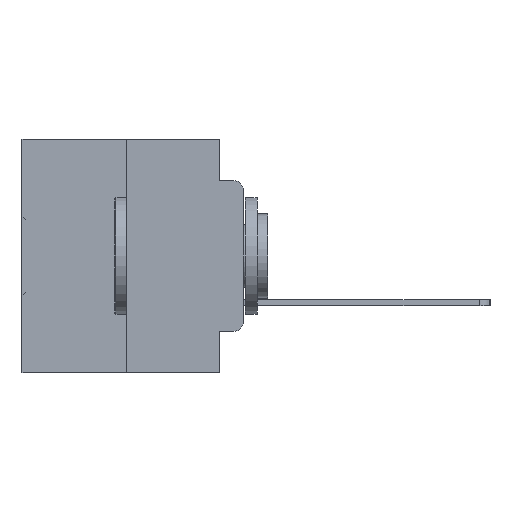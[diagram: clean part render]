
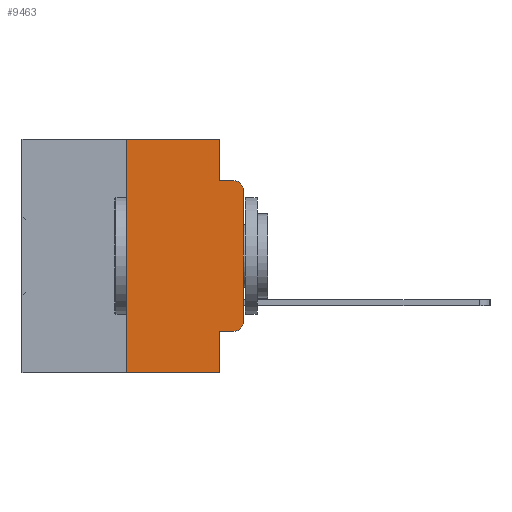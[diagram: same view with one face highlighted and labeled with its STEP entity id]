
A CAD part, left-side view. The second image highlights one B-rep face of the part: STEP entity #9463.
In plain terms, the highlighted planar face has unit normal (-1, 0, 0).
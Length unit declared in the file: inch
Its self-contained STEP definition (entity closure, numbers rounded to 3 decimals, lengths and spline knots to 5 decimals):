
#1269 = DIRECTION ( 'NONE',  ( 0., -1., 0. ) ) ;
#1400 = CARTESIAN_POINT ( 'NONE',  ( 0., 0.051, 0. ) ) ;
#1530 = FACE_OUTER_BOUND ( 'NONE', #17355, .T. ) ;
#1676 = EDGE_CURVE ( 'NONE', #4258, #13121, #21765, .T. ) ;
#1931 = DIRECTION ( 'NONE',  ( 0., -1., 0. ) ) ;
#2000 = LINE ( 'NONE', #33262, #15623 ) ;
#2280 = AXIS2_PLACEMENT_3D ( 'NONE', #14701, #33095, #17432 ) ;
#2495 = CARTESIAN_POINT ( 'NONE',  ( 0., 0.051, -0.0885 ) ) ;
#2693 = DIRECTION ( 'NONE',  ( 0., 0., -1. ) ) ;
#2741 = VECTOR ( 'NONE', #20883, 39.37008 ) ;
#2889 = CARTESIAN_POINT ( 'NONE',  ( 0., 0.473, -0.5 ) ) ;
#4220 = DIRECTION ( 'NONE',  ( 0., 0., -1. ) ) ;
#4245 = EDGE_CURVE ( 'NONE', #27452, #34145, #17189, .T. ) ;
#4258 = VERTEX_POINT ( 'NONE', #4869 ) ;
#4869 = CARTESIAN_POINT ( 'NONE',  ( 0., 0., -0.3915 ) ) ;
#6123 = EDGE_CURVE ( 'NONE', #25562, #11546, #28201, .T. ) ;
#7338 = VECTOR ( 'NONE', #1931, 39.37008 ) ;
#7458 = CARTESIAN_POINT ( 'NONE',  ( 0., 0.25, 0. ) ) ;
#8236 = VERTEX_POINT ( 'NONE', #33347 ) ;
#8380 = VECTOR ( 'NONE', #4220, 39.37008 ) ;
#9210 = CARTESIAN_POINT ( 'NONE',  ( 0., 0.051, -0.4115 ) ) ;
#9463 = ADVANCED_FACE ( 'NONE', ( #1530 ), #16236, .F. ) ;
#9534 = ORIENTED_EDGE ( 'NONE', *, *, #12969, .T. ) ;
#9797 = VECTOR ( 'NONE', #22287, 39.37008 ) ;
#9922 = ORIENTED_EDGE ( 'NONE', *, *, #22305, .T. ) ;
#10546 = DIRECTION ( 'NONE',  ( -1., 0., 0. ) ) ;
#11280 = AXIS2_PLACEMENT_3D ( 'NONE', #34550, #18945, #2693 ) ;
#11546 = VERTEX_POINT ( 'NONE', #2495 ) ;
#11599 = CARTESIAN_POINT ( 'NONE',  ( 0., 0.02, -0.4115 ) ) ;
#12483 = ORIENTED_EDGE ( 'NONE', *, *, #15447, .F. ) ;
#12840 = CARTESIAN_POINT ( 'NONE',  ( 0., 0.473, 0. ) ) ;
#12969 = EDGE_CURVE ( 'NONE', #27452, #8236, #31392, .T. ) ;
#13121 = VERTEX_POINT ( 'NONE', #30192 ) ;
#13378 = CIRCLE ( 'NONE', #2280, 0.02 ) ;
#14483 = LINE ( 'NONE', #12840, #7338 ) ;
#14701 = CARTESIAN_POINT ( 'NONE',  ( 0., 0.02, -0.1085 ) ) ;
#14994 = AXIS2_PLACEMENT_3D ( 'NONE', #26406, #10546, #29021 ) ;
#15137 = EDGE_CURVE ( 'NONE', #11546, #27668, #31696, .T. ) ;
#15447 = EDGE_CURVE ( 'NONE', #34145, #25562, #14483, .T. ) ;
#15623 = VECTOR ( 'NONE', #1269, 39.37008 ) ;
#15828 = ORIENTED_EDGE ( 'NONE', *, *, #4245, .F. ) ;
#16236 = PLANE ( 'NONE',  #11280 ) ;
#16949 = CARTESIAN_POINT ( 'NONE',  ( 0., 0.051, -0.0885 ) ) ;
#17057 = ORIENTED_EDGE ( 'NONE', *, *, #15137, .F. ) ;
#17090 = ORIENTED_EDGE ( 'NONE', *, *, #6123, .F. ) ;
#17189 = LINE ( 'NONE', #23520, #2741 ) ;
#17193 = CARTESIAN_POINT ( 'NONE',  ( 0., 0.25, -0.5 ) ) ;
#17355 = EDGE_LOOP ( 'NONE', ( #22904, #9922, #17057, #17090, #12483, #15828, #9534, #31463, #33067, #27792 ) ) ;
#17432 = DIRECTION ( 'NONE',  ( 0., 0., -1. ) ) ;
#17839 = CARTESIAN_POINT ( 'NONE',  ( 0., 0., 0. ) ) ;
#18945 = DIRECTION ( 'NONE',  ( 1., 0., 0. ) ) ;
#20883 = DIRECTION ( 'NONE',  ( 0., 0., 1. ) ) ;
#21292 = VECTOR ( 'NONE', #32119, 39.37008 ) ;
#21765 = LINE ( 'NONE', #17839, #33135 ) ;
#21787 = DIRECTION ( 'NONE',  ( 0., -1., 0. ) ) ;
#22287 = DIRECTION ( 'NONE',  ( 0., -1., 0. ) ) ;
#22305 = EDGE_CURVE ( 'NONE', #13121, #27668, #13378, .T. ) ;
#22832 = CIRCLE ( 'NONE', #14994, 0.02 ) ;
#22904 = ORIENTED_EDGE ( 'NONE', *, *, #1676, .T. ) ;
#23110 = VERTEX_POINT ( 'NONE', #9210 ) ;
#23418 = CARTESIAN_POINT ( 'NONE',  ( 0., 0.02, -0.0885 ) ) ;
#23520 = CARTESIAN_POINT ( 'NONE',  ( 0., 0.25, 0. ) ) ;
#24459 = VECTOR ( 'NONE', #21787, 39.37008 ) ;
#25562 = VERTEX_POINT ( 'NONE', #29806 ) ;
#25648 = DIRECTION ( 'NONE',  ( 0., 0., 1. ) ) ;
#26406 = CARTESIAN_POINT ( 'NONE',  ( 0., 0.02, -0.3915 ) ) ;
#26776 = CARTESIAN_POINT ( 'NONE',  ( 0., 0.051, 0. ) ) ;
#27452 = VERTEX_POINT ( 'NONE', #17193 ) ;
#27668 = VERTEX_POINT ( 'NONE', #23418 ) ;
#27792 = ORIENTED_EDGE ( 'NONE', *, *, #29922, .T. ) ;
#28201 = LINE ( 'NONE', #26776, #21292 ) ;
#29021 = DIRECTION ( 'NONE',  ( 0., 0., -1. ) ) ;
#29504 = LINE ( 'NONE', #1400, #8380 ) ;
#29806 = CARTESIAN_POINT ( 'NONE',  ( 0., 0.051, 0. ) ) ;
#29922 = EDGE_CURVE ( 'NONE', #32130, #4258, #22832, .T. ) ;
#30192 = CARTESIAN_POINT ( 'NONE',  ( 0., 0., -0.1085 ) ) ;
#31392 = LINE ( 'NONE', #2889, #24459 ) ;
#31463 = ORIENTED_EDGE ( 'NONE', *, *, #33396, .F. ) ;
#31675 = EDGE_CURVE ( 'NONE', #23110, #32130, #2000, .T. ) ;
#31696 = LINE ( 'NONE', #16949, #9797 ) ;
#32119 = DIRECTION ( 'NONE',  ( 0., 0., -1. ) ) ;
#32130 = VERTEX_POINT ( 'NONE', #11599 ) ;
#33067 = ORIENTED_EDGE ( 'NONE', *, *, #31675, .T. ) ;
#33095 = DIRECTION ( 'NONE',  ( -1., 0., 0. ) ) ;
#33135 = VECTOR ( 'NONE', #25648, 39.37008 ) ;
#33262 = CARTESIAN_POINT ( 'NONE',  ( 0., 0.051, -0.4115 ) ) ;
#33347 = CARTESIAN_POINT ( 'NONE',  ( 0., 0.051, -0.5 ) ) ;
#33396 = EDGE_CURVE ( 'NONE', #23110, #8236, #29504, .T. ) ;
#34145 = VERTEX_POINT ( 'NONE', #7458 ) ;
#34550 = CARTESIAN_POINT ( 'NONE',  ( 0., 0.473, 0. ) ) ;
